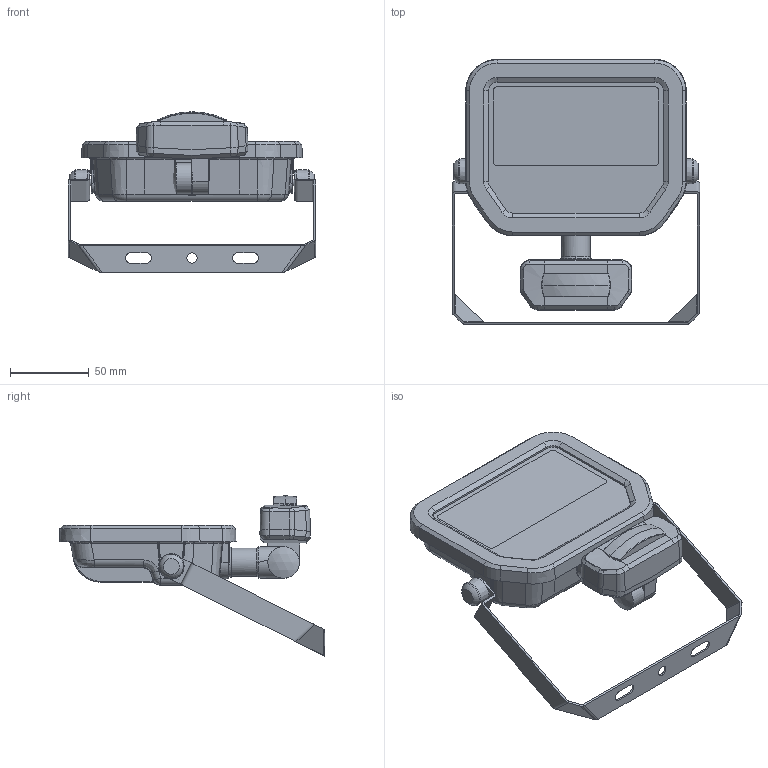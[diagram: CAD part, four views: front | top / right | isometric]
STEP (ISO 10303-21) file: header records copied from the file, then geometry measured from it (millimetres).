
FILE_DESCRIPTION (( 'STEP AP214' ), '1' );
FILE_NAME ('FL_G4_SEN_17W.STEP', '2024-05-29T13:12:56', ( '' ), ( '' ), 'SwSTEP 2.0', 'SolidWorks 2022', '' );
FILE_SCHEMA (( 'AUTOMOTIVE_DESIGN' ));
Length unit declared in the file: millimetre
Products named in the file (1): FL_G4_SEN_17W
Bounding box: 157 x 168.16 x 101.72 mm (x, y, z)
Volume: 191730.3 mm3; surface area: 140479.3 mm2
Topology: 9 solids, 10 shells, 800 faces, 1983 edges, 1173 vertices
Faces by surface type: bspline 241, plane 224, cylinder 219, cone 68, torus 41, sphere 7
Full cylindrical faces by diameter (mm): 4.2 x2, 4.4 x2, 6.5 x1, 18 x1, 19 x1, 20 x1
Entity records: 41392 total; most frequent: CARTESIAN_POINT 15773, ORIENTED_EDGE 3848, DIRECTION 2982, EDGE_CURVE 1924, VERTEX_POINT 1170, AXIS2_PLACEMENT_3D 1115, EDGE_LOOP 840, FACE_OUTER_BOUND 812
